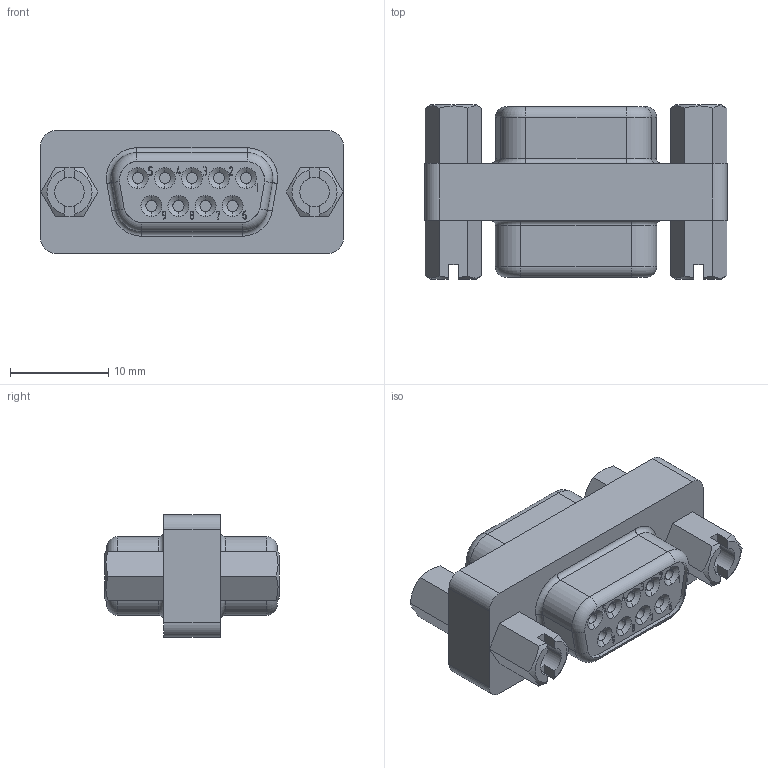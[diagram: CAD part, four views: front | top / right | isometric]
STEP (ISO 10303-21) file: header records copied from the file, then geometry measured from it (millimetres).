
FILE_DESCRIPTION(('Creo Elements/Direct Modeling STEP Export'),'2;1');
FILE_NAME('model.stp','2019-09-13T12:34:33',(''),(''),'Creo Elements/Direct Modeling STEP processor for AP214 (Solid Model)','Creo Elements/Direct Modeling 20.1A 29-Sep-2018 (C) Parametric Technology GmbH','');
FILE_SCHEMA(('AUTOMOTIVE_DESIGN { 1 0 10303 214 1 1 1 1 }'));
Length unit declared in the file: millimetre
Products named in the file (2): VS-09-GC-BU-BU
Assembly tree (1 placements, depth 2):
  VS-09-GC-BU-BU
    VS-09-GC-BU-BU
Bounding box: 30.86 x 17.8 x 12.5 mm (x, y, z)
Volume: 3788.5 mm3; surface area: 2712.8 mm2
Topology: 1 solids, 1 shells, 682 faces, 1866 edges, 1238 vertices
Faces by surface type: plane 394, cylinder 164, extrusion 64, cone 44, torus 16
Entity records: 28386 total; most frequent: CARTESIAN_POINT 5693, ORIENTED_EDGE 3732, DIRECTION 3298, EDGE_CURVE 1866, VECTOR 1420, LINE 1356, VERTEX_POINT 1238, AXIS2_PLACEMENT_3D 939
